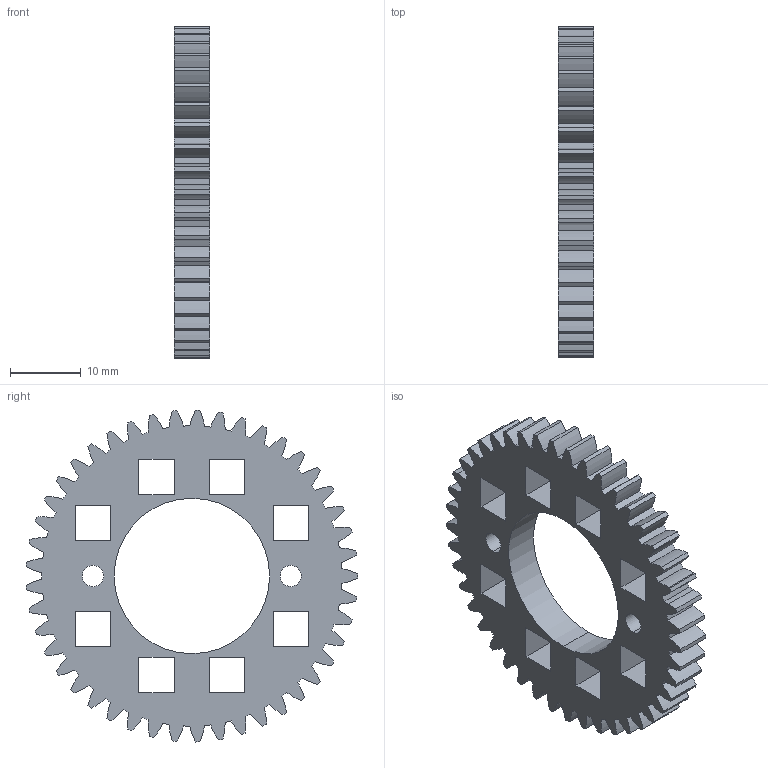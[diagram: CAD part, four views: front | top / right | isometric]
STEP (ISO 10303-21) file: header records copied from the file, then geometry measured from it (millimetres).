
FILE_DESCRIPTION (( 'STEP AP203' ), '1' );
FILE_NAME ('Engrenage.STEP', '2020-04-06T09:44:29', ( '' ), ( '' ), 'SwSTEP 2.0', 'SolidWorks 2018', '' );
FILE_SCHEMA (( 'CONFIG_CONTROL_DESIGN' ));
Length unit declared in the file: millimetre
Products named in the file (1): Engrenage
Bounding box: 5 x 46.96 x 46.99 mm (x, y, z)
Volume: 4863.1 mm3; surface area: 4602.9 mm2
Topology: 1 solids, 1 shells, 224 faces, 666 edges, 444 vertices
Faces by surface type: cylinder 190, plane 34
Entity records: 7851 total; most frequent: DIRECTION 1496, CARTESIAN_POINT 1335, ORIENTED_EDGE 1332, EDGE_CURVE 666, AXIS2_PLACEMENT_3D 605, VERTEX_POINT 444, CIRCLE 380, VECTOR 286
